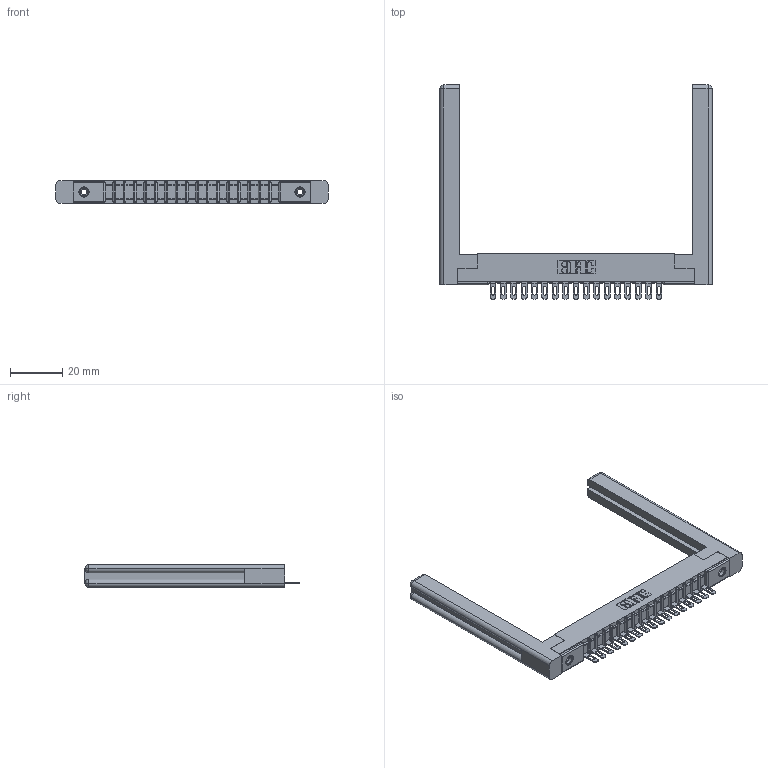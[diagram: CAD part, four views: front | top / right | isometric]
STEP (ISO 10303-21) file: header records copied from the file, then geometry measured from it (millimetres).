
FILE_DESCRIPTION (( 'STEP AP203' ), '1' );
FILE_NAME ('307-017-501-158.STEP', '2019-09-04T21:40:29', ( '' ), ( '' ), 'SwSTEP 2.0', 'SolidWorks 2016', '' );
FILE_SCHEMA (( 'CONFIG_CONTROL_DESIGN' ));
Length unit declared in the file: inch
Products named in the file (5): 307 Part_.156 Dia Mounting Holes; 307-017-501-158; 307-220-058; 307-290-002_501; 345-250-001_345-250-001-102
Assembly tree (22 placements, depth 2):
  307-017-501-158
    307 Part_.156 Dia Mounting Holes
    307-290-002_501  x17
    307-220-058  x2
    345-250-001_345-250-001-102  x2
Bounding box: 103.99 x 81.74 x 8.71 mm (x, y, z)
Volume: 14555.6 mm3; surface area: 17369.3 mm2
Topology: 22 solids, 22 shells, 1570 faces, 4723 edges, 3086 vertices
Faces by surface type: plane 902, cylinder 608, sphere 36, torus 12, cone 12
Entity records: 21083 total; most frequent: CARTESIAN_POINT 3559, ORIENTED_EDGE 3488, DIRECTION 3434, EDGE_CURVE 1744, LINE 1316, VECTOR 1316, VERTEX_POINT 1130, AXIS2_PLACEMENT_3D 1059
